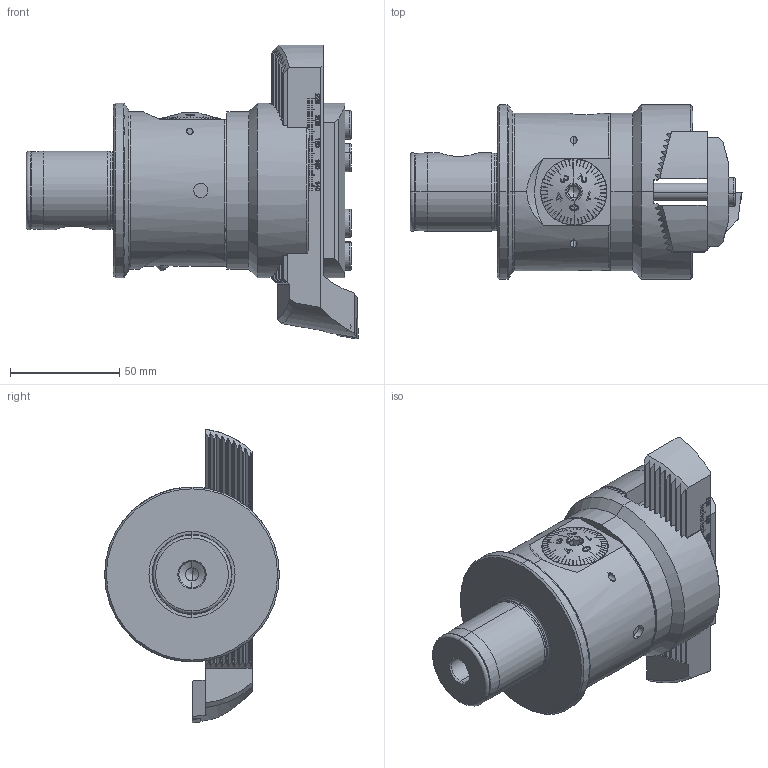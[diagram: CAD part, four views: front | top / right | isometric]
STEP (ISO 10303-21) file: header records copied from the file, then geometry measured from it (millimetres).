
FILE_DESCRIPTION (( 'STEP AP203' ), '1' );
FILE_NAME ('C44.080.086.112.STEP', '2018-02-28T08:43:16', ( 'SWIAdmin' ), ( 'Hewlett-Packard Company' ), 'SwSTEP 2.0', 'SolidWorks 2017', '' );
FILE_SCHEMA (( 'CONFIG_CONTROL_DESIGN' ));
Length unit declared in the file: millimetre
Products named in the file (23): CCMT09T304; F72-BG3.003.013_A; ISO 4762 - M6 x 35; F00-WCB.136.001; KU1-U10.001.010_1; F00-WCB.136.002_A; KU1-U10.001.010_2; F00-WCB.136.003_B; KU1-U10.001.010; F00-WCB.136.000; DIN 3771 - 24x1.5; F00-BG5.001.037_B; WH8-F00.K10.112_C; C44.080.086.112; ISO 4762 - M8 x 60_PreviewCfg; ISO 2338 - 3 h8 x 6_PreviewCfg; F00-BG1.001.046_A; F00-WCB.136.001_C; A55-BG2.001.000_B; F00-BG6.001.008_A; WCB-ER2.001.009_A; A55-BG3.002.016_A; F00-ER1.101.045_A_PreviewCfg
Assembly tree (31 placements, depth 4):
  C44.080.086.112
    WH8-F00.K10.112_C
    F00-BG1.001.046_A
    F00-BG6.001.008_A  x2
    F00-ER1.101.045_A_PreviewCfg  x4
    ISO 4762 - M6 x 35  x4
    KU1-U10.001.010
      KU1-U10.001.010_1
      KU1-U10.001.010_2
    F00-BG5.001.037_B
    ISO 2338 - 3 h8 x 6_PreviewCfg  x3
    A55-BG2.001.000_B
    A55-BG3.002.016_A
    F72-BG3.003.013_A
    DIN 3771 - 24x1.5
    ISO 4762 - M8 x 60_PreviewCfg
    F00-WCB.136.000
      F00-WCB.136.001
        F00-WCB.136.001_C
        WCB-ER2.001.009_A
        CCMT09T304
      F00-WCB.136.002_A
      F00-WCB.136.003_B
Bounding box: 152.03 x 80 x 134.57 mm (x, y, z)
Volume: 478105.5 mm3; surface area: 124709 mm2
Topology: 28 solids, 28 shells, 1665 faces, 4217 edges, 2676 vertices
Faces by surface type: plane 856, cylinder 264, cone 245, bspline 210, torus 84, sphere 6
Entity records: 60265 total; most frequent: CARTESIAN_POINT 24124, ORIENTED_EDGE 7562, DIRECTION 5880, EDGE_CURVE 3781, VERTEX_POINT 2448, AXIS2_PLACEMENT_3D 2003, VECTOR 1874, LINE 1874
